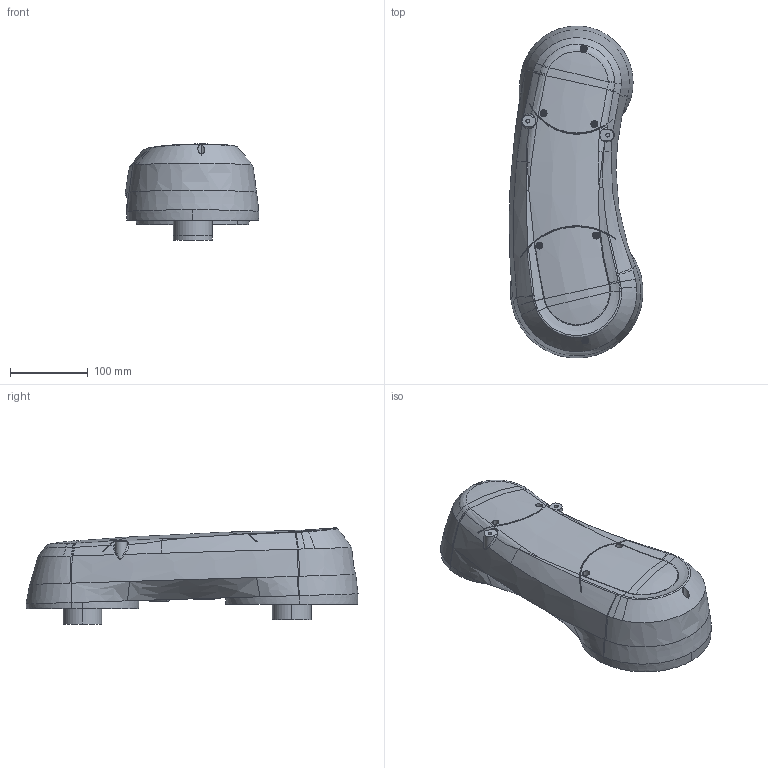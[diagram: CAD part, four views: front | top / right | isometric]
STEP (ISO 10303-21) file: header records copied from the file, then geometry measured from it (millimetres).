
FILE_DESCRIPTION(/* description */ ('AP214 STEP file'),/* implementation_level */ '1');
FILE_NAME(/* name */ '410590-0060-c003_drx',/* time_stamp */ '2008-08-27T12:06:28+09:00',/* author */ (''),/* organization */ (''),/* preprocessor_version */ '',/* originating_system */ 'Pro/Engineer',/* authorisation */ '');
FILE_SCHEMA (('AUTOMOTIVE_DESIGN'));
Length unit declared in the file: millimetre
Products named in the file (1): 410590-0060-c003
Bounding box: 172.41 x 428.25 x 123.99 mm (x, y, z)
Volume: 4606107.8 mm3; surface area: 200281.3 mm2
Topology: 1 solids, 1 shells, 356 faces, 896 edges, 566 vertices
Faces by surface type: bspline 138, plane 103, cylinder 74, revolution 16, torus 13, sphere 12
Entity records: 20616 total; most frequent: CARTESIAN_POINT 11262, ORIENTED_EDGE 1792, STYLED_ITEM 1608, DIRECTION 1353, EDGE_CURVE 896, AXIS2_PLACEMENT_3D 576, VERTEX_POINT 566, EDGE_LOOP 380
